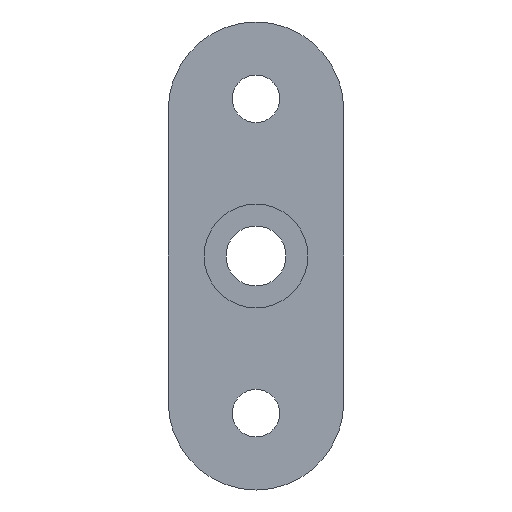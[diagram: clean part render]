
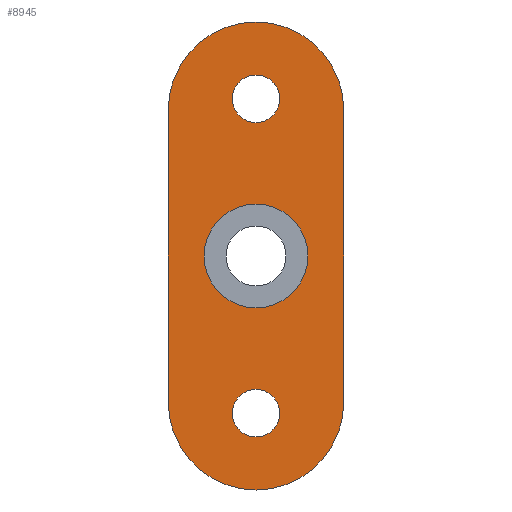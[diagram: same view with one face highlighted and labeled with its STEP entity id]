
A CAD part, front view. The second image highlights one B-rep face of the part: STEP entity #8945.
In plain terms, the highlighted planar face has unit normal (0, -1, 0).
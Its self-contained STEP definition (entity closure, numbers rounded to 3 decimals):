
#183 = ORIENTED_EDGE ( 'NONE', *, *, #5875, .T. ) ;
#425 = DIRECTION ( 'NONE',  ( 0., -1., 0. ) ) ;
#530 = DIRECTION ( 'NONE',  ( 0., 0., -1. ) ) ;
#621 = DIRECTION ( 'NONE',  ( 0., -1., 0. ) ) ;
#789 = EDGE_LOOP ( 'NONE', ( #10826, #12228 ) ) ;
#794 = VERTEX_POINT ( 'NONE', #4654 ) ;
#816 = AXIS2_PLACEMENT_3D ( 'NONE', #6483, #8369, #10342 ) ;
#1158 = AXIS2_PLACEMENT_3D ( 'NONE', #1353, #10984, #12051 ) ;
#1221 = CARTESIAN_POINT ( 'NONE',  ( -12., 0., 20. ) ) ;
#1353 = CARTESIAN_POINT ( 'NONE',  ( 0., 0., 0. ) ) ;
#1435 = FACE_BOUND ( 'NONE', #789, .T. ) ;
#1549 = VERTEX_POINT ( 'NONE', #8096 ) ;
#1573 = ORIENTED_EDGE ( 'NONE', *, *, #6584, .T. ) ;
#1631 = DIRECTION ( 'NONE',  ( 0., 0., 1. ) ) ;
#1717 = ORIENTED_EDGE ( 'NONE', *, *, #1945, .T. ) ;
#1945 = EDGE_CURVE ( 'NONE', #10932, #10051, #12267, .T. ) ;
#2074 = CARTESIAN_POINT ( 'NONE',  ( 0., 0., -20. ) ) ;
#2098 = DIRECTION ( 'NONE',  ( 0., 0., -1. ) ) ;
#2172 = FACE_BOUND ( 'NONE', #9403, .T. ) ;
#2198 = LINE ( 'NONE', #4579, #2668 ) ;
#2454 = CARTESIAN_POINT ( 'NONE',  ( 0., 0., -20. ) ) ;
#2504 = DIRECTION ( 'NONE',  ( 0., 0., 1. ) ) ;
#2563 = AXIS2_PLACEMENT_3D ( 'NONE', #7426, #621, #11324 ) ;
#2668 = VECTOR ( 'NONE', #3519, 1000. ) ;
#2777 = ORIENTED_EDGE ( 'NONE', *, *, #8547, .T. ) ;
#2838 = CARTESIAN_POINT ( 'NONE',  ( 0., 0., 24.75 ) ) ;
#2944 = CARTESIAN_POINT ( 'NONE',  ( 0., 0., 0. ) ) ;
#3010 = EDGE_LOOP ( 'NONE', ( #1717, #2777 ) ) ;
#3090 = AXIS2_PLACEMENT_3D ( 'NONE', #2454, #11199, #2504 ) ;
#3333 = EDGE_LOOP ( 'NONE', ( #4228, #12152, #3924, #7497, #8197, #1573 ) ) ;
#3383 = DIRECTION ( 'NONE',  ( 0., 0., 1. ) ) ;
#3385 = FACE_BOUND ( 'NONE', #3010, .T. ) ;
#3468 = EDGE_CURVE ( 'NONE', #11422, #5132, #10427, .T. ) ;
#3519 = DIRECTION ( 'NONE',  ( 0., 0., -1. ) ) ;
#3673 = CIRCLE ( 'NONE', #6616, 12. ) ;
#3716 = EDGE_CURVE ( 'NONE', #10502, #7963, #10276, .T. ) ;
#3924 = ORIENTED_EDGE ( 'NONE', *, *, #12325, .F. ) ;
#4192 = VERTEX_POINT ( 'NONE', #1221 ) ;
#4228 = ORIENTED_EDGE ( 'NONE', *, *, #7881, .T. ) ;
#4485 = CARTESIAN_POINT ( 'NONE',  ( 0., 0., 7.1 ) ) ;
#4579 = CARTESIAN_POINT ( 'NONE',  ( -12., 0., 32. ) ) ;
#4654 = CARTESIAN_POINT ( 'NONE',  ( 0., 0., -32. ) ) ;
#4843 = VERTEX_POINT ( 'NONE', #10130 ) ;
#5132 = VERTEX_POINT ( 'NONE', #2838 ) ;
#5296 = CARTESIAN_POINT ( 'NONE',  ( 0., 0., 32. ) ) ;
#5643 = CARTESIAN_POINT ( 'NONE',  ( 0., 0., -18.25 ) ) ;
#5873 = DIRECTION ( 'NONE',  ( 0., -1., 0. ) ) ;
#5875 = EDGE_CURVE ( 'NONE', #5132, #11422, #7979, .T. ) ;
#5972 = AXIS2_PLACEMENT_3D ( 'NONE', #7440, #9627, #1631 ) ;
#6370 = DIRECTION ( 'NONE',  ( 0., 1., 0. ) ) ;
#6483 = CARTESIAN_POINT ( 'NONE',  ( 0., 0., 21.5 ) ) ;
#6487 = DIRECTION ( 'NONE',  ( 0., 1., 0. ) ) ;
#6503 = CARTESIAN_POINT ( 'NONE',  ( 0., 0., 18.25 ) ) ;
#6584 = EDGE_CURVE ( 'NONE', #4192, #1549, #2198, .T. ) ;
#6616 = AXIS2_PLACEMENT_3D ( 'NONE', #10105, #425, #3383 ) ;
#6999 = DIRECTION ( 'NONE',  ( 0., 0., 1. ) ) ;
#7023 = EDGE_CURVE ( 'NONE', #794, #4843, #10840, .T. ) ;
#7158 = LINE ( 'NONE', #11182, #12006 ) ;
#7175 = CARTESIAN_POINT ( 'NONE',  ( 0., 0., 21.5 ) ) ;
#7188 = CARTESIAN_POINT ( 'NONE',  ( -12., 0., 32. ) ) ;
#7298 = DIRECTION ( 'NONE',  ( 0., 0., 1. ) ) ;
#7362 = CARTESIAN_POINT ( 'NONE',  ( 12., 0., 20. ) ) ;
#7426 = CARTESIAN_POINT ( 'NONE',  ( 0., 0., 20. ) ) ;
#7440 = CARTESIAN_POINT ( 'NONE',  ( 0., 0., -21.5 ) ) ;
#7497 = ORIENTED_EDGE ( 'NONE', *, *, #10858, .T. ) ;
#7718 = EDGE_CURVE ( 'NONE', #7963, #10502, #8418, .T. ) ;
#7765 = CIRCLE ( 'NONE', #2563, 12. ) ;
#7875 = DIRECTION ( 'NONE',  ( 0., -1., 0. ) ) ;
#7881 = EDGE_CURVE ( 'NONE', #1549, #794, #12507, .T. ) ;
#7908 = ORIENTED_EDGE ( 'NONE', *, *, #3468, .T. ) ;
#7963 = VERTEX_POINT ( 'NONE', #10123 ) ;
#7979 = CIRCLE ( 'NONE', #816, 3.25 ) ;
#8096 = CARTESIAN_POINT ( 'NONE',  ( -12., 0., -20. ) ) ;
#8137 = DIRECTION ( 'NONE',  ( 0., 0., 1. ) ) ;
#8197 = ORIENTED_EDGE ( 'NONE', *, *, #9012, .T. ) ;
#8369 = DIRECTION ( 'NONE',  ( 0., 1., 0. ) ) ;
#8418 = CIRCLE ( 'NONE', #1158, 7.1 ) ;
#8457 = DIRECTION ( 'NONE',  ( 0., 0., 1. ) ) ;
#8547 = EDGE_CURVE ( 'NONE', #10051, #10932, #12494, .T. ) ;
#8945 = ADVANCED_FACE ( 'NONE', ( #3385, #2172, #1435, #12203 ), #9052, .F. ) ;
#8962 = VERTEX_POINT ( 'NONE', #5296 ) ;
#9012 = EDGE_CURVE ( 'NONE', #8962, #4192, #3673, .T. ) ;
#9052 = PLANE ( 'NONE',  #12151 ) ;
#9403 = EDGE_LOOP ( 'NONE', ( #183, #7908 ) ) ;
#9627 = DIRECTION ( 'NONE',  ( 0., 1., 0. ) ) ;
#10051 = VERTEX_POINT ( 'NONE', #10297 ) ;
#10105 = CARTESIAN_POINT ( 'NONE',  ( 0., 0., 20. ) ) ;
#10123 = CARTESIAN_POINT ( 'NONE',  ( 0., 0., -7.1 ) ) ;
#10130 = CARTESIAN_POINT ( 'NONE',  ( 12., 0., -20. ) ) ;
#10276 = CIRCLE ( 'NONE', #11099, 7.1 ) ;
#10297 = CARTESIAN_POINT ( 'NONE',  ( 0., 0., -24.75 ) ) ;
#10342 = DIRECTION ( 'NONE',  ( 0., 0., 1. ) ) ;
#10427 = CIRCLE ( 'NONE', #11352, 3.25 ) ;
#10502 = VERTEX_POINT ( 'NONE', #4485 ) ;
#10521 = VERTEX_POINT ( 'NONE', #7362 ) ;
#10826 = ORIENTED_EDGE ( 'NONE', *, *, #7718, .F. ) ;
#10840 = CIRCLE ( 'NONE', #12286, 12. ) ;
#10858 = EDGE_CURVE ( 'NONE', #10521, #8962, #7765, .T. ) ;
#10932 = VERTEX_POINT ( 'NONE', #5643 ) ;
#10984 = DIRECTION ( 'NONE',  ( 0., -1., 0. ) ) ;
#11099 = AXIS2_PLACEMENT_3D ( 'NONE', #2944, #5873, #2098 ) ;
#11182 = CARTESIAN_POINT ( 'NONE',  ( 12., 0., 32. ) ) ;
#11199 = DIRECTION ( 'NONE',  ( 0., -1., 0. ) ) ;
#11274 = CARTESIAN_POINT ( 'NONE',  ( 0., 0., -21.5 ) ) ;
#11324 = DIRECTION ( 'NONE',  ( 0., 0., 1. ) ) ;
#11352 = AXIS2_PLACEMENT_3D ( 'NONE', #7175, #6370, #7298 ) ;
#11422 = VERTEX_POINT ( 'NONE', #6503 ) ;
#11802 = AXIS2_PLACEMENT_3D ( 'NONE', #11274, #6487, #8457 ) ;
#12006 = VECTOR ( 'NONE', #530, 1000. ) ;
#12051 = DIRECTION ( 'NONE',  ( 0., 0., -1. ) ) ;
#12134 = DIRECTION ( 'NONE',  ( 0., 1., 0. ) ) ;
#12151 = AXIS2_PLACEMENT_3D ( 'NONE', #7188, #12134, #8137 ) ;
#12152 = ORIENTED_EDGE ( 'NONE', *, *, #7023, .T. ) ;
#12203 = FACE_OUTER_BOUND ( 'NONE', #3333, .T. ) ;
#12228 = ORIENTED_EDGE ( 'NONE', *, *, #3716, .F. ) ;
#12267 = CIRCLE ( 'NONE', #5972, 3.25 ) ;
#12286 = AXIS2_PLACEMENT_3D ( 'NONE', #2074, #7875, #6999 ) ;
#12325 = EDGE_CURVE ( 'NONE', #10521, #4843, #7158, .T. ) ;
#12494 = CIRCLE ( 'NONE', #11802, 3.25 ) ;
#12507 = CIRCLE ( 'NONE', #3090, 12. ) ;
